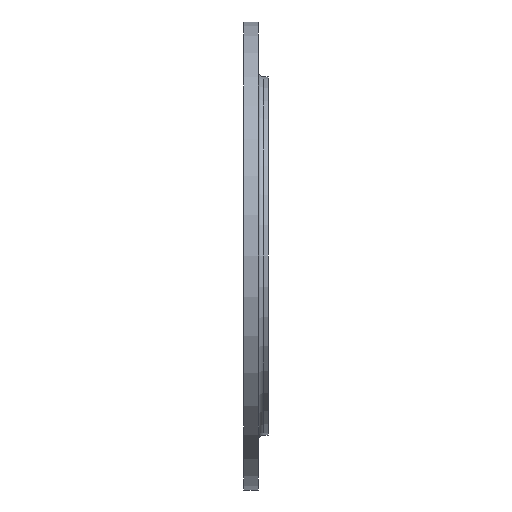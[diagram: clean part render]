
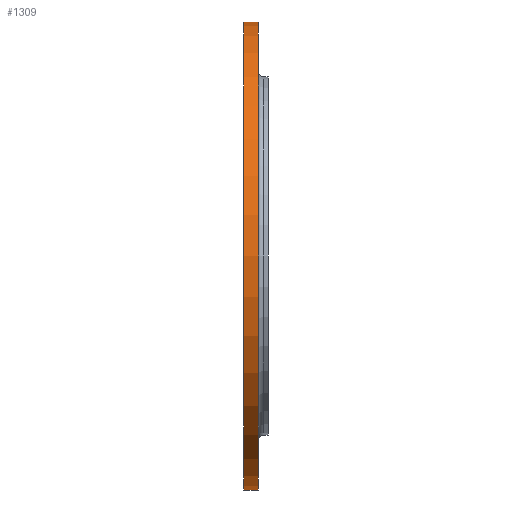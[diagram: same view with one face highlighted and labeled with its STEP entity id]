
A CAD part, front view. The second image highlights one B-rep face of the part: STEP entity #1309.
In plain terms, the highlighted cylindrical face has radius 298.45 mm (diameter 596.9 mm), a partial arc.
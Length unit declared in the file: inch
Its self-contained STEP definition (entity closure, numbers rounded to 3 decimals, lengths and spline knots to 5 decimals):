
#13 = EDGE_LOOP ( 'NONE', ( #801, #762, #1447, #1555 ) ) ;
#63 = CARTESIAN_POINT ( 'NONE',  ( 0.61236, 0., -11.75 ) ) ;
#65 = DIRECTION ( 'NONE',  ( -1., 0., 0. ) ) ;
#172 = DIRECTION ( 'NONE',  ( -1., 0., 0. ) ) ;
#253 = AXIS2_PLACEMENT_3D ( 'NONE', #1092, #357, #721 ) ;
#321 = VECTOR ( 'NONE', #65, 39.37008 ) ;
#357 = DIRECTION ( 'NONE',  ( -1., 0., 0. ) ) ;
#358 = VERTEX_POINT ( 'NONE', #851 ) ;
#419 = LINE ( 'NONE', #447, #795 ) ;
#447 = CARTESIAN_POINT ( 'NONE',  ( 0., 0., -11.75 ) ) ;
#658 = VERTEX_POINT ( 'NONE', #63 ) ;
#670 = CARTESIAN_POINT ( 'NONE',  ( 0., 0., 11.75 ) ) ;
#701 = AXIS2_PLACEMENT_3D ( 'NONE', #1493, #172, #828 ) ;
#721 = DIRECTION ( 'NONE',  ( 0., 0., 1. ) ) ;
#726 = EDGE_CURVE ( 'NONE', #658, #358, #419, .T. ) ;
#762 = ORIENTED_EDGE ( 'NONE', *, *, #1239, .T. ) ;
#795 = VECTOR ( 'NONE', #1396, 39.37008 ) ;
#801 = ORIENTED_EDGE ( 'NONE', *, *, #726, .F. ) ;
#822 = CARTESIAN_POINT ( 'NONE',  ( 0.61236, 0., 11.75 ) ) ;
#828 = DIRECTION ( 'NONE',  ( 0., 0., 1. ) ) ;
#830 = EDGE_CURVE ( 'NONE', #358, #890, #1443, .T. ) ;
#851 = CARTESIAN_POINT ( 'NONE',  ( -0.13764, 0., -11.75 ) ) ;
#890 = VERTEX_POINT ( 'NONE', #1211 ) ;
#954 = AXIS2_PLACEMENT_3D ( 'NONE', #956, #1330, #1203 ) ;
#956 = CARTESIAN_POINT ( 'NONE',  ( 0., 0., 0. ) ) ;
#1076 = CYLINDRICAL_SURFACE ( 'NONE', #954, 11.75 ) ;
#1092 = CARTESIAN_POINT ( 'NONE',  ( -0.13764, 0., 0. ) ) ;
#1178 = LINE ( 'NONE', #670, #321 ) ;
#1203 = DIRECTION ( 'NONE',  ( 0., 0., 1. ) ) ;
#1211 = CARTESIAN_POINT ( 'NONE',  ( -0.13764, 0., 11.75 ) ) ;
#1239 = EDGE_CURVE ( 'NONE', #658, #1303, #1334, .T. ) ;
#1257 = EDGE_CURVE ( 'NONE', #1303, #890, #1178, .T. ) ;
#1303 = VERTEX_POINT ( 'NONE', #822 ) ;
#1309 = ADVANCED_FACE ( 'NONE', ( #1324 ), #1076, .T. ) ;
#1324 = FACE_OUTER_BOUND ( 'NONE', #13, .T. ) ;
#1330 = DIRECTION ( 'NONE',  ( -1., 0., 0. ) ) ;
#1334 = CIRCLE ( 'NONE', #701, 11.75 ) ;
#1396 = DIRECTION ( 'NONE',  ( -1., 0., 0. ) ) ;
#1443 = CIRCLE ( 'NONE', #253, 11.75 ) ;
#1447 = ORIENTED_EDGE ( 'NONE', *, *, #1257, .T. ) ;
#1493 = CARTESIAN_POINT ( 'NONE',  ( 0.61236, 0., 0. ) ) ;
#1555 = ORIENTED_EDGE ( 'NONE', *, *, #830, .F. ) ;
